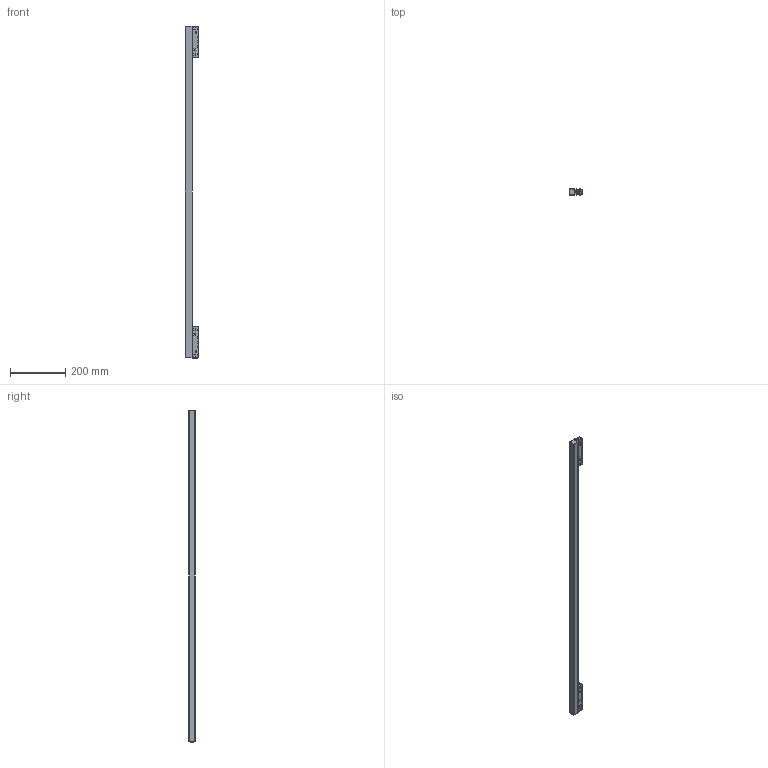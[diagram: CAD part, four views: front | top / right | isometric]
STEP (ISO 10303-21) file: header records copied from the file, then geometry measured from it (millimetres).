
FILE_DESCRIPTION((''),'2;1');
FILE_NAME('204-1200_ASM','2022-06-08T',('Administrator'),(''),'PRO/ENGINEER BY PARAMETRIC TECHNOLOGY CORPORATION, 2014320','PRO/ENGINEER BY PARAMETRIC TECHNOLOGY CORPORATION, 2014320','');
FILE_SCHEMA(('CONFIG_CONTROL_DESIGN'));
Length unit declared in the file: millimetre
Products named in the file (21): DENGTONG1200; GUANGYUAN299; M2-5-4; GUANGYUANZU_ASM; KUOSANBAN1200; PRODUCT_36521; 25X5X2____; PRODUCT_39907_ASM; PRODUCT_34958; PRODUCT_17918_ASM; PRODUCT_13814; ________-A; __________-12; PRODUCT_4456; ________-B; PRODUCT_12557; ________-______; PRODUCT_12973_ASM; YUANTOULUOSIM3; CIXIGUIDAOTOU_ASM; 204-1200_ASM
Assembly tree (35 placements, depth 6):
  204-1200_ASM
    DENGTONG1200
    GUANGYUANZU_ASM  x4
      GUANGYUAN299
      M2-5-4
    KUOSANBAN1200
    CIXIGUIDAOTOU_ASM  x2
      PRODUCT_12973_ASM
        PRODUCT_17918_ASM
          PRODUCT_39907_ASM  x2
            PRODUCT_36521
            25X5X2____
          PRODUCT_34958
        PRODUCT_13814
        ________-A  x2
        __________-12
        PRODUCT_4456
        ________-B  x2
        PRODUCT_12557
        ________-______
      YUANTOULUOSIM3
Bounding box: 47.6 x 22 x 1204.01 mm (x, y, z)
Volume: 252425.9 mm3; surface area: 382137.6 mm2
Topology: 70 solids, 70 shells, 5954 faces, 15100 edges, 9480 vertices
Faces by surface type: plane 3266, cylinder 1698, bspline 536, torus 148, cone 138, sphere 104, extrusion 64
Entity records: 55040 total; most frequent: CARTESIAN_POINT 17695, ORIENTED_EDGE 7818, DIRECTION 7276, EDGE_CURVE 3909, VECTOR 3112, LINE 3096, VERTEX_POINT 2532, AXIS2_PLACEMENT_3D 2082
